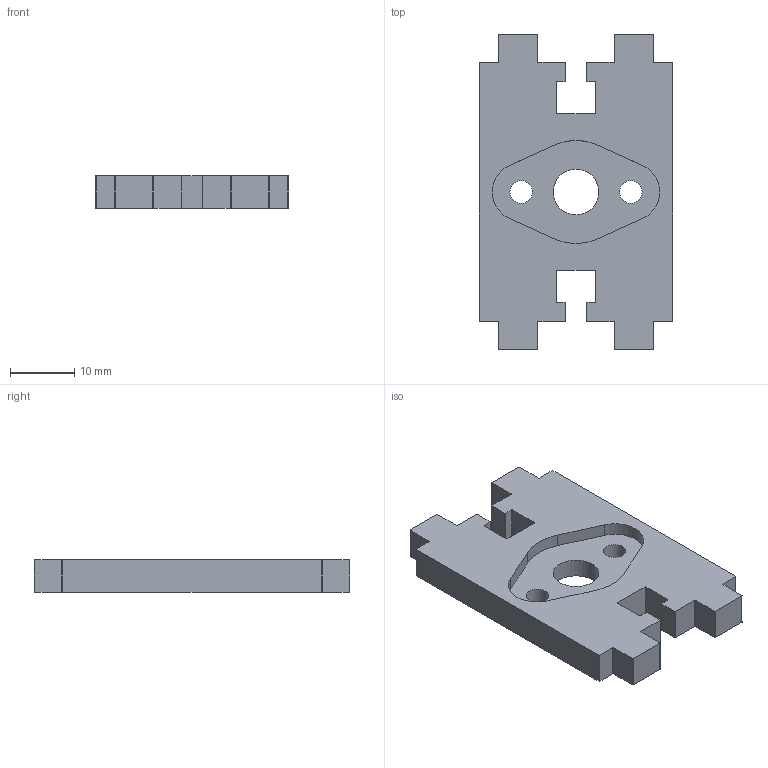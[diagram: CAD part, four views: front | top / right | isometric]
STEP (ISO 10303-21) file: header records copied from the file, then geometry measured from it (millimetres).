
FILE_DESCRIPTION(/* description */ (''),/* implementation_level */ '2;1');
FILE_NAME(/* name */ 'MCR2_1000_003_1_5mm.stp',/* time_stamp */ '2021-09-10T10:42:59+01:00',/* author */ ('Mario Martinez'),/* organization */ (''),/* preprocessor_version */ 'ST-DEVELOPER v17.2',/* originating_system */ 'Autodesk Inventor 2019',/* authorisation */ '');
FILE_SCHEMA (('AUTOMOTIVE_DESIGN { 1 0 10303 214 3 1 1 }'));
Length unit declared in the file: millimetre
Products named in the file (1): MCR2_1000_003_1_5mm
Bounding box: 30 x 49 x 5 mm (x, y, z)
Volume: 5395.7 mm3; surface area: 3699.3 mm2
Topology: 1 solids, 1 shells, 86 faces, 249 edges, 166 vertices
Faces by surface type: cylinder 43, plane 43
Full cylindrical faces by diameter (mm): 3.5 x2, 7.1 x1
Entity records: 2912 total; most frequent: DIRECTION 509, CARTESIAN_POINT 502, ORIENTED_EDGE 498, EDGE_CURVE 249, AXIS2_PLACEMENT_3D 173, VERTEX_POINT 166, LINE 163, VECTOR 163
